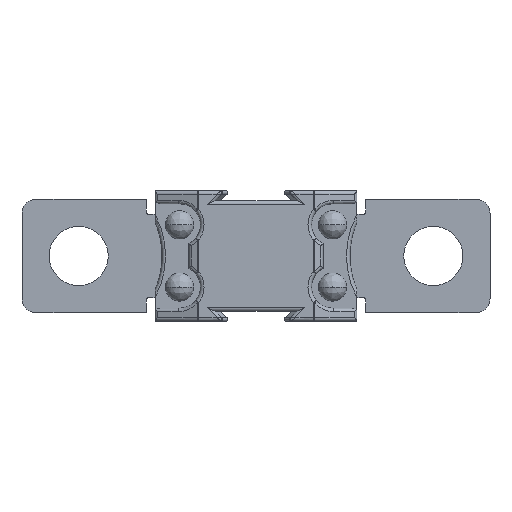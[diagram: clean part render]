
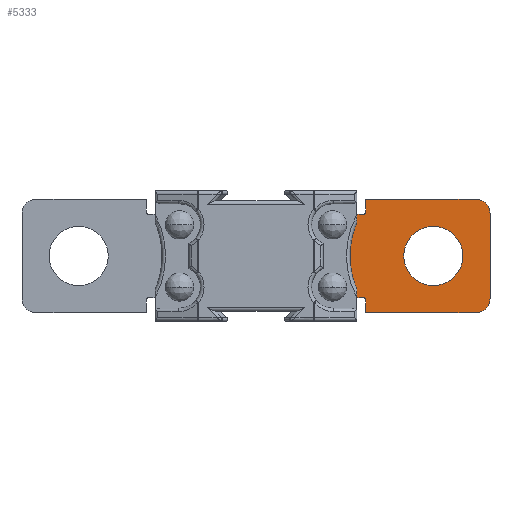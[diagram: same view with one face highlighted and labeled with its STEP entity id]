
A CAD part, top view. The second image highlights one B-rep face of the part: STEP entity #5333.
In plain terms, the highlighted planar face has unit normal (0, 0, 1).
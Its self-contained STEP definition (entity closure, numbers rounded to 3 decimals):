
#950=CARTESIAN_POINT('',(25.5,0.,0.75));
#951=DIRECTION('',(0.,0.,-1.));
#952=DIRECTION('',(-1.,0.,0.));
#953=AXIS2_PLACEMENT_3D('',#950,#951,#952);
#955=CARTESIAN_POINT('',(25.5,0.,0.75));
#956=DIRECTION('',(0.,0.,-1.));
#957=DIRECTION('',(1.,0.,0.));
#958=AXIS2_PLACEMENT_3D('',#955,#956,#957);
#960=DIRECTION('',(0.,-1.,0.));
#961=VECTOR('',#960,1.204);
#962=CARTESIAN_POINT('',(14.5,6.,0.75));
#963=LINE('',#962,#961);
#964=DIRECTION('',(-1.,0.,0.));
#965=VECTOR('',#964,15.9);
#966=CARTESIAN_POINT('',(31.65,8.15,0.75));
#967=LINE('',#966,#965);
#968=CARTESIAN_POINT('',(31.65,6.15,0.75));
#969=DIRECTION('',(0.,0.,1.));
#970=DIRECTION('',(1.,0.,0.));
#971=AXIS2_PLACEMENT_3D('',#968,#969,#970);
#973=DIRECTION('',(0.,1.,0.));
#974=VECTOR('',#973,12.3);
#975=CARTESIAN_POINT('',(33.65,-6.15,0.75));
#976=LINE('',#975,#974);
#977=CARTESIAN_POINT('',(31.65,-6.15,0.75));
#978=DIRECTION('',(0.,0.,1.));
#979=DIRECTION('',(0.,-1.,0.));
#980=AXIS2_PLACEMENT_3D('',#977,#978,#979);
#982=DIRECTION('',(1.,0.,0.));
#983=VECTOR('',#982,15.9);
#984=CARTESIAN_POINT('',(15.75,-8.15,0.75));
#985=LINE('',#984,#983);
#986=DIRECTION('',(0.,-1.,0.));
#987=VECTOR('',#986,1.204);
#988=CARTESIAN_POINT('',(14.5,-4.796,0.75));
#989=LINE('',#988,#987);
#990=CARTESIAN_POINT('',(25.5,0.,0.75));
#991=DIRECTION('',(0.,0.,-1.));
#992=DIRECTION('',(-0.917,-0.4,0.));
#993=AXIS2_PLACEMENT_3D('',#990,#991,#992);
#2611=DIRECTION('',(-1.,0.,0.));
#2612=VECTOR('',#2611,0.95);
#2613=CARTESIAN_POINT('',(15.45,6.,0.75));
#2614=LINE('',#2613,#2612);
#2635=CARTESIAN_POINT('',(15.45,6.3,0.75));
#2636=DIRECTION('',(0.,0.,-1.));
#2637=DIRECTION('',(1.,0.,0.));
#2638=AXIS2_PLACEMENT_3D('',#2635,#2636,#2637);
#2653=DIRECTION('',(0.,-1.,0.));
#2654=VECTOR('',#2653,1.85);
#2655=CARTESIAN_POINT('',(15.75,8.15,0.75));
#2656=LINE('',#2655,#2654);
#2693=DIRECTION('',(0.,-1.,0.));
#2694=VECTOR('',#2693,1.85);
#2695=CARTESIAN_POINT('',(15.75,-6.3,0.75));
#2696=LINE('',#2695,#2694);
#2705=CARTESIAN_POINT('',(15.45,-6.3,0.75));
#2706=DIRECTION('',(0.,0.,-1.));
#2707=DIRECTION('',(0.,1.,0.));
#2708=AXIS2_PLACEMENT_3D('',#2705,#2706,#2707);
#2727=DIRECTION('',(1.,0.,0.));
#2728=VECTOR('',#2727,0.95);
#2729=CARTESIAN_POINT('',(14.5,-6.,0.75));
#2730=LINE('',#2729,#2728);
#3594=CARTESIAN_POINT('',(33.65,6.15,0.75));
#3595=CARTESIAN_POINT('',(31.65,8.15,0.75));
#3596=VERTEX_POINT('',#3594);
#3597=VERTEX_POINT('',#3595);
#3600=CARTESIAN_POINT('',(33.65,-6.15,0.75));
#3601=VERTEX_POINT('',#3600);
#3604=CARTESIAN_POINT('',(31.65,-8.15,0.75));
#3605=VERTEX_POINT('',#3604);
#3630=CARTESIAN_POINT('',(21.25,0.,0.75));
#3631=CARTESIAN_POINT('',(29.75,0.,0.75));
#3632=VERTEX_POINT('',#3630);
#3633=VERTEX_POINT('',#3631);
#3640=CARTESIAN_POINT('',(15.75,8.15,0.75));
#3641=VERTEX_POINT('',#3640);
#3644=CARTESIAN_POINT('',(15.75,-8.15,0.75));
#3645=VERTEX_POINT('',#3644);
#3656=CARTESIAN_POINT('',(15.75,-6.3,0.75));
#3657=VERTEX_POINT('',#3656);
#3662=CARTESIAN_POINT('',(15.75,6.3,0.75));
#3663=VERTEX_POINT('',#3662);
#3670=CARTESIAN_POINT('',(15.45,6.,0.75));
#3671=VERTEX_POINT('',#3670);
#3674=CARTESIAN_POINT('',(15.45,-6.,0.75));
#3675=VERTEX_POINT('',#3674);
#3702=CARTESIAN_POINT('',(14.5,6.,0.75));
#3703=CARTESIAN_POINT('',(14.5,4.796,0.75));
#3704=VERTEX_POINT('',#3702);
#3705=VERTEX_POINT('',#3703);
#3706=CARTESIAN_POINT('',(14.5,-4.796,0.75));
#3707=VERTEX_POINT('',#3706);
#3708=CARTESIAN_POINT('',(14.5,-6.,0.75));
#3709=VERTEX_POINT('',#3708);
#5293=CARTESIAN_POINT('',(11.,4.55,0.75));
#5294=DIRECTION('',(0.,0.,1.));
#5295=DIRECTION('',(1.,0.,0.));
#5296=AXIS2_PLACEMENT_3D('',#5293,#5294,#5295);
#5297=PLANE('',#5296);
#5299=ORIENTED_EDGE('',*,*,#5298,.F.);
#5301=ORIENTED_EDGE('',*,*,#5300,.F.);
#5303=ORIENTED_EDGE('',*,*,#5302,.F.);
#5305=ORIENTED_EDGE('',*,*,#5304,.F.);
#5307=ORIENTED_EDGE('',*,*,#5306,.F.);
#5309=ORIENTED_EDGE('',*,*,#5308,.F.);
#5311=ORIENTED_EDGE('',*,*,#5310,.F.);
#5313=ORIENTED_EDGE('',*,*,#5312,.F.);
#5315=ORIENTED_EDGE('',*,*,#5314,.F.);
#5317=ORIENTED_EDGE('',*,*,#5316,.F.);
#5319=ORIENTED_EDGE('',*,*,#5318,.F.);
#5321=ORIENTED_EDGE('',*,*,#5320,.F.);
#5322=ORIENTED_EDGE('',*,*,#4141,.F.);
#5324=ORIENTED_EDGE('',*,*,#5323,.T.);
#5325=EDGE_LOOP('',(#5299,#5301,#5303,#5305,#5307,#5309,#5311,#5313,#5315,#5317,
#5319,#5321,#5322,#5324));
#5326=FACE_OUTER_BOUND('',#5325,.F.);
#5328=ORIENTED_EDGE('',*,*,#5327,.F.);
#5330=ORIENTED_EDGE('',*,*,#5329,.F.);
#5331=EDGE_LOOP('',(#5328,#5330));
#5332=FACE_BOUND('',#5331,.F.);
#5333=ADVANCED_FACE('',(#5326,#5332),#5297,.T.);
#954=CIRCLE('',#953,4.25);
#959=CIRCLE('',#958,4.25);
#972=CIRCLE('',#971,2.);
#981=CIRCLE('',#980,2.);
#994=CIRCLE('',#993,12.);
#2639=CIRCLE('',#2638,0.3);
#2709=CIRCLE('',#2708,0.3);
#4141=EDGE_CURVE('',#3707,#3709,#989,.T.);
#5298=EDGE_CURVE('',#3704,#3705,#963,.T.);
#5300=EDGE_CURVE('',#3671,#3704,#2614,.T.);
#5302=EDGE_CURVE('',#3663,#3671,#2639,.T.);
#5304=EDGE_CURVE('',#3641,#3663,#2656,.T.);
#5306=EDGE_CURVE('',#3597,#3641,#967,.T.);
#5308=EDGE_CURVE('',#3596,#3597,#972,.T.);
#5310=EDGE_CURVE('',#3601,#3596,#976,.T.);
#5312=EDGE_CURVE('',#3605,#3601,#981,.T.);
#5314=EDGE_CURVE('',#3645,#3605,#985,.T.);
#5316=EDGE_CURVE('',#3657,#3645,#2696,.T.);
#5318=EDGE_CURVE('',#3675,#3657,#2709,.T.);
#5320=EDGE_CURVE('',#3709,#3675,#2730,.T.);
#5323=EDGE_CURVE('',#3707,#3705,#994,.T.);
#5327=EDGE_CURVE('',#3632,#3633,#954,.T.);
#5329=EDGE_CURVE('',#3633,#3632,#959,.T.);
